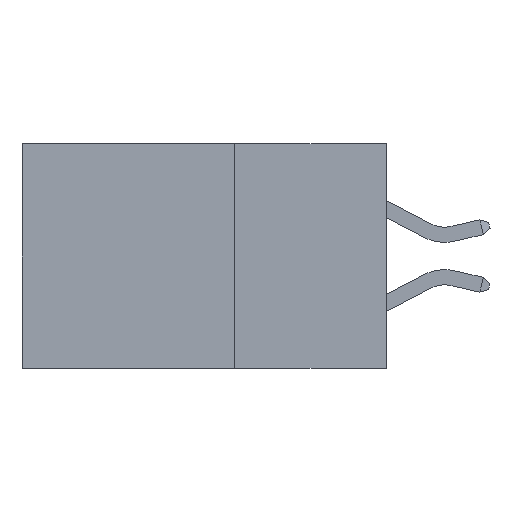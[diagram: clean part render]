
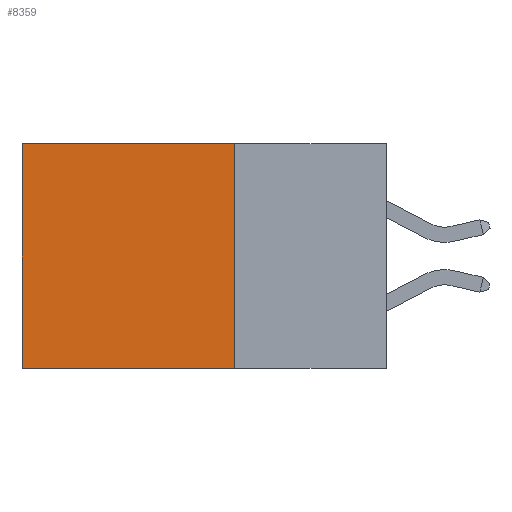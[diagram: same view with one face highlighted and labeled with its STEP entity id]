
A CAD part, left-side view. The second image highlights one B-rep face of the part: STEP entity #8359.
In plain terms, the highlighted planar face has unit normal (-1, 0, 0).
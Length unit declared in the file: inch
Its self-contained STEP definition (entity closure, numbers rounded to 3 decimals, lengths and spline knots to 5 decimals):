
#9 = EDGE_CURVE ( 'NONE', #13571, #536, #5407, .T. ) ;
#536 = VERTEX_POINT ( 'NONE', #10888 ) ;
#842 = AXIS2_PLACEMENT_3D ( 'NONE', #13998, #9837, #4054 ) ;
#1097 = VECTOR ( 'NONE', #14845, 39.37008 ) ;
#1552 = VECTOR ( 'NONE', #8481, 39.37008 ) ;
#2373 = CARTESIAN_POINT ( 'NONE',  ( 0.2615, 0.25, -0.37 ) ) ;
#3585 = LINE ( 'NONE', #2373, #1097 ) ;
#4054 = DIRECTION ( 'NONE',  ( 0., 0., -1. ) ) ;
#4794 = ORIENTED_EDGE ( 'NONE', *, *, #6619, .F. ) ;
#5264 = FACE_OUTER_BOUND ( 'NONE', #12550, .T. ) ;
#5407 = LINE ( 'NONE', #10536, #14405 ) ;
#5609 = CARTESIAN_POINT ( 'NONE',  ( 0.2615, 0.6, 0. ) ) ;
#6127 = CARTESIAN_POINT ( 'NONE',  ( 0.2615, 0.25, -0.37 ) ) ;
#6619 = EDGE_CURVE ( 'NONE', #7703, #536, #3585, .T. ) ;
#7195 = EDGE_CURVE ( 'NONE', #10181, #13571, #7457, .T. ) ;
#7339 = LINE ( 'NONE', #6127, #1552 ) ;
#7457 = LINE ( 'NONE', #8683, #14477 ) ;
#7703 = VERTEX_POINT ( 'NONE', #9805 ) ;
#8124 = CARTESIAN_POINT ( 'NONE',  ( 0.2615, 0.25, 0. ) ) ;
#8359 = ADVANCED_FACE ( 'NONE', ( #5264 ), #12766, .F. ) ;
#8481 = DIRECTION ( 'NONE',  ( 0., 0., -1. ) ) ;
#8661 = ORIENTED_EDGE ( 'NONE', *, *, #9, .T. ) ;
#8683 = CARTESIAN_POINT ( 'NONE',  ( 0.2615, 0.25, 0. ) ) ;
#9805 = CARTESIAN_POINT ( 'NONE',  ( 0.2615, 0.25, -0.37 ) ) ;
#9837 = DIRECTION ( 'NONE',  ( 1., 0., 0. ) ) ;
#10181 = VERTEX_POINT ( 'NONE', #8124 ) ;
#10369 = DIRECTION ( 'NONE',  ( 0., 0., -1. ) ) ;
#10536 = CARTESIAN_POINT ( 'NONE',  ( 0.2615, 0.6, -0.37 ) ) ;
#10658 = ORIENTED_EDGE ( 'NONE', *, *, #7195, .T. ) ;
#10888 = CARTESIAN_POINT ( 'NONE',  ( 0.2615, 0.6, -0.37 ) ) ;
#11338 = EDGE_CURVE ( 'NONE', #10181, #7703, #7339, .T. ) ;
#12550 = EDGE_LOOP ( 'NONE', ( #8661, #4794, #13193, #10658 ) ) ;
#12766 = PLANE ( 'NONE',  #842 ) ;
#13193 = ORIENTED_EDGE ( 'NONE', *, *, #11338, .F. ) ;
#13571 = VERTEX_POINT ( 'NONE', #5609 ) ;
#13931 = DIRECTION ( 'NONE',  ( 0., 1., 0. ) ) ;
#13998 = CARTESIAN_POINT ( 'NONE',  ( 0.2615, 0.25, -0.37 ) ) ;
#14405 = VECTOR ( 'NONE', #10369, 39.37008 ) ;
#14477 = VECTOR ( 'NONE', #13931, 39.37008 ) ;
#14845 = DIRECTION ( 'NONE',  ( 0., 1., 0. ) ) ;
